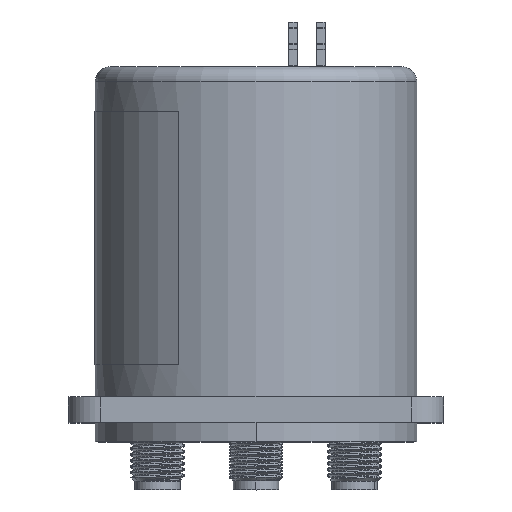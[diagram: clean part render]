
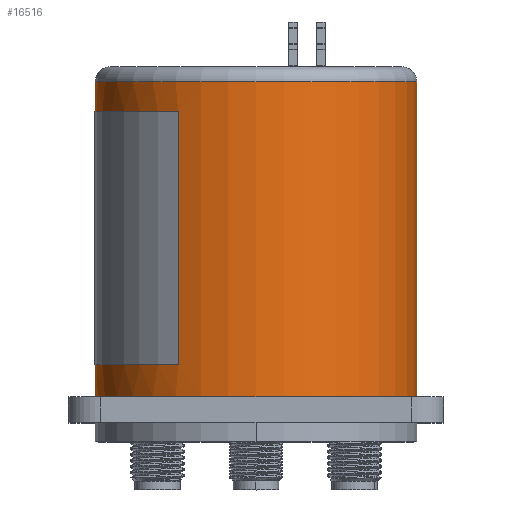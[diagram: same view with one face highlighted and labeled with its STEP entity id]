
A CAD part, top view. The second image highlights one B-rep face of the part: STEP entity #16516.
In plain terms, the highlighted cylindrical face has radius 19.05 mm (diameter 38.1 mm), a partial arc.
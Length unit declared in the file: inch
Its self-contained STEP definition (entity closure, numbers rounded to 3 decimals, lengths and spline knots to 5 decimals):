
#384 = CYLINDRICAL_SURFACE ( 'NONE', #15493, 0.75 ) ;
#460 = EDGE_CURVE ( 'NONE', #12439, #24501, #19303, .T. ) ;
#641 = DIRECTION ( 'NONE',  ( 0., -1., 0. ) ) ;
#967 = DIRECTION ( 'NONE',  ( 0., 0., 1. ) ) ;
#1272 = VERTEX_POINT ( 'NONE', #1838 ) ;
#1329 = ORIENTED_EDGE ( 'NONE', *, *, #460, .F. ) ;
#1821 = LINE ( 'NONE', #16094, #14356 ) ;
#1838 = CARTESIAN_POINT ( 'NONE',  ( 0., 0.93, -0.75 ) ) ;
#1943 = ORIENTED_EDGE ( 'NONE', *, *, #14660, .F. ) ;
#1969 = EDGE_LOOP ( 'NONE', ( #1943, #14335, #24804, #25262, #12186, #26786, #9845, #1329 ) ) ;
#2037 = EDGE_CURVE ( 'NONE', #20277, #6251, #17024, .T. ) ;
#2181 = CARTESIAN_POINT ( 'NONE',  ( 0., 2.25, 0.75 ) ) ;
#2244 = CARTESIAN_POINT ( 'NONE',  ( 0., 0.78, 0. ) ) ;
#2433 = AXIS2_PLACEMENT_3D ( 'NONE', #5257, #16185, #967 ) ;
#2848 = EDGE_CURVE ( 'NONE', #27320, #23515, #24258, .T. ) ;
#4238 = VECTOR ( 'NONE', #5007, 39.37008 ) ;
#4440 = CARTESIAN_POINT ( 'NONE',  ( 0., 0.78, -0.75 ) ) ;
#4748 = CIRCLE ( 'NONE', #21074, 0.75 ) ;
#5007 = DIRECTION ( 'NONE',  ( 0., -1., 0. ) ) ;
#5159 = CARTESIAN_POINT ( 'NONE',  ( -0.6567, 2.11, -0.36228 ) ) ;
#5257 = CARTESIAN_POINT ( 'NONE',  ( 0., 2.25, 0. ) ) ;
#6251 = VERTEX_POINT ( 'NONE', #18622 ) ;
#6555 = EDGE_CURVE ( 'NONE', #6251, #13827, #1821, .T. ) ;
#8217 = CARTESIAN_POINT ( 'NONE',  ( 0., 0.78, 0.75 ) ) ;
#8694 = AXIS2_PLACEMENT_3D ( 'NONE', #2244, #19126, #25500 ) ;
#8821 = CARTESIAN_POINT ( 'NONE',  ( 0., 2.28, 0. ) ) ;
#9413 = CARTESIAN_POINT ( 'NONE',  ( 0., 2.28, 0.75 ) ) ;
#9528 = CIRCLE ( 'NONE', #19678, 0.75 ) ;
#9676 = LINE ( 'NONE', #11750, #10687 ) ;
#9831 = DIRECTION ( 'NONE',  ( 0., -1., 0. ) ) ;
#9845 = ORIENTED_EDGE ( 'NONE', *, *, #26694, .T. ) ;
#10264 = DIRECTION ( 'NONE',  ( 0., -1., 0. ) ) ;
#10519 = EDGE_CURVE ( 'NONE', #27320, #13827, #9528, .T. ) ;
#10687 = VECTOR ( 'NONE', #20323, 39.37008 ) ;
#10901 = FACE_OUTER_BOUND ( 'NONE', #1969, .T. ) ;
#11300 = DIRECTION ( 'NONE',  ( 0., 0., -1. ) ) ;
#11750 = CARTESIAN_POINT ( 'NONE',  ( 0., 2.28, -0.75 ) ) ;
#12186 = ORIENTED_EDGE ( 'NONE', *, *, #2848, .T. ) ;
#12380 = DIRECTION ( 'NONE',  ( 0.876, 0., -0.483 ) ) ;
#12400 = EDGE_CURVE ( 'NONE', #23515, #1272, #4748, .T. ) ;
#12439 = VERTEX_POINT ( 'NONE', #8217 ) ;
#13209 = CARTESIAN_POINT ( 'NONE',  ( -0.6567, 0.93, -0.36228 ) ) ;
#13827 = VERTEX_POINT ( 'NONE', #26201 ) ;
#14310 = DIRECTION ( 'NONE',  ( 0., -1., 0. ) ) ;
#14335 = ORIENTED_EDGE ( 'NONE', *, *, #2037, .T. ) ;
#14356 = VECTOR ( 'NONE', #10264, 39.37008 ) ;
#14516 = DIRECTION ( 'NONE',  ( 0., -1., 0. ) ) ;
#14660 = EDGE_CURVE ( 'NONE', #20277, #12439, #20069, .T. ) ;
#15294 = CARTESIAN_POINT ( 'NONE',  ( -0.6567, 2.11, -0.36228 ) ) ;
#15493 = AXIS2_PLACEMENT_3D ( 'NONE', #8821, #641, #11300 ) ;
#16094 = CARTESIAN_POINT ( 'NONE',  ( 0., 2.28, -0.75 ) ) ;
#16185 = DIRECTION ( 'NONE',  ( 0., -1., 0. ) ) ;
#16516 = ADVANCED_FACE ( 'NONE', ( #10901 ), #384, .T. ) ;
#17024 = CIRCLE ( 'NONE', #2433, 0.75 ) ;
#17690 = VECTOR ( 'NONE', #9831, 39.37008 ) ;
#18622 = CARTESIAN_POINT ( 'NONE',  ( 0., 2.25, -0.75 ) ) ;
#19126 = DIRECTION ( 'NONE',  ( 0., -1., 0. ) ) ;
#19303 = CIRCLE ( 'NONE', #8694, 0.75 ) ;
#19678 = AXIS2_PLACEMENT_3D ( 'NONE', #24756, #14516, #23066 ) ;
#20069 = LINE ( 'NONE', #9413, #17690 ) ;
#20277 = VERTEX_POINT ( 'NONE', #2181 ) ;
#20323 = DIRECTION ( 'NONE',  ( 0., -1., 0. ) ) ;
#21074 = AXIS2_PLACEMENT_3D ( 'NONE', #26761, #14310, #12380 ) ;
#23066 = DIRECTION ( 'NONE',  ( 0.876, 0., -0.483 ) ) ;
#23515 = VERTEX_POINT ( 'NONE', #13209 ) ;
#24258 = LINE ( 'NONE', #5159, #4238 ) ;
#24501 = VERTEX_POINT ( 'NONE', #4440 ) ;
#24756 = CARTESIAN_POINT ( 'NONE',  ( 0., 2.11, 0. ) ) ;
#24804 = ORIENTED_EDGE ( 'NONE', *, *, #6555, .T. ) ;
#25262 = ORIENTED_EDGE ( 'NONE', *, *, #10519, .F. ) ;
#25500 = DIRECTION ( 'NONE',  ( 0., 0., 1. ) ) ;
#26201 = CARTESIAN_POINT ( 'NONE',  ( 0., 2.11, -0.75 ) ) ;
#26694 = EDGE_CURVE ( 'NONE', #1272, #24501, #9676, .T. ) ;
#26761 = CARTESIAN_POINT ( 'NONE',  ( 0., 0.93, 0. ) ) ;
#26786 = ORIENTED_EDGE ( 'NONE', *, *, #12400, .T. ) ;
#27320 = VERTEX_POINT ( 'NONE', #15294 ) ;
